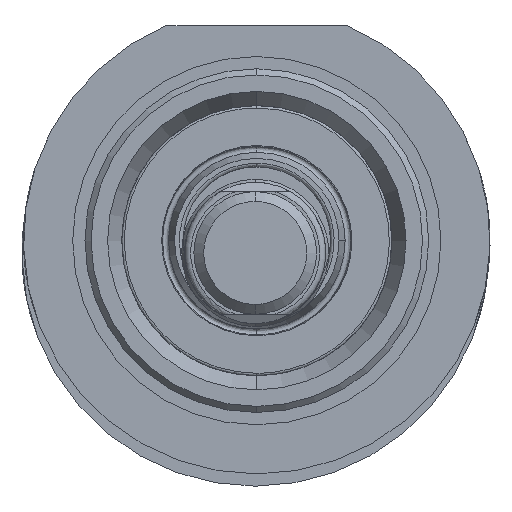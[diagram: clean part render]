
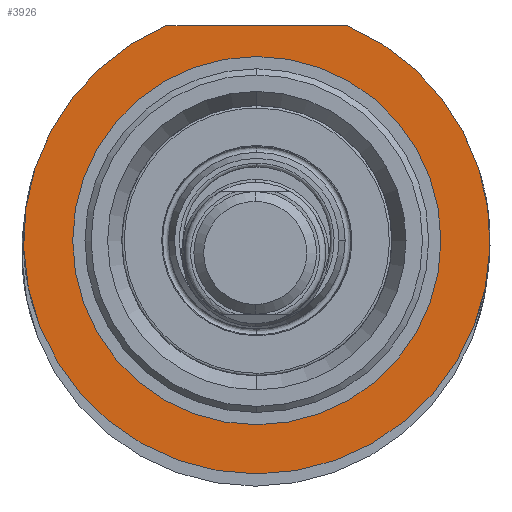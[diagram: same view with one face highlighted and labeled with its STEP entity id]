
A CAD part, front view. The second image highlights one B-rep face of the part: STEP entity #3926.
In plain terms, the highlighted planar face has unit normal (0, -1, 0).
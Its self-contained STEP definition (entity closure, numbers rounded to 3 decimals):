
#74 = DIRECTION ( 'NONE',  ( 0., -1., 0. ) ) ;
#85 = CARTESIAN_POINT ( 'NONE',  ( 0., -71.25, 0. ) ) ;
#320 = CARTESIAN_POINT ( 'NONE',  ( 0., -71.25, 0. ) ) ;
#440 = AXIS2_PLACEMENT_3D ( 'NONE', #4290, #4317, #5419 ) ;
#1511 = ORIENTED_EDGE ( 'NONE', *, *, #6749, .F. ) ;
#1579 = FACE_BOUND ( 'NONE', #2808, .T. ) ;
#2158 = AXIS2_PLACEMENT_3D ( 'NONE', #85, #3470, #4606 ) ;
#2316 = DIRECTION ( 'NONE',  ( 0., 1., 0. ) ) ;
#2349 = CIRCLE ( 'NONE', #2158, 15. ) ;
#2428 = EDGE_CURVE ( 'NONE', #4952, #4130, #2734, .T. ) ;
#2523 = ORIENTED_EDGE ( 'NONE', *, *, #5177, .F. ) ;
#2561 = ORIENTED_EDGE ( 'NONE', *, *, #2428, .T. ) ;
#2596 = ORIENTED_EDGE ( 'NONE', *, *, #3852, .F. ) ;
#2628 = AXIS2_PLACEMENT_3D ( 'NONE', #4546, #74, #2949 ) ;
#2676 = CARTESIAN_POINT ( 'NONE',  ( -7.399, -71.25, 17.5 ) ) ;
#2714 = LINE ( 'NONE', #6084, #4037 ) ;
#2732 = DIRECTION ( 'NONE',  ( 1., 0., 0. ) ) ;
#2734 = CIRCLE ( 'NONE', #6901, 15. ) ;
#2808 = EDGE_LOOP ( 'NONE', ( #2561, #3737 ) ) ;
#2949 = DIRECTION ( 'NONE',  ( 0., 0., -1. ) ) ;
#3256 = CIRCLE ( 'NONE', #440, 19. ) ;
#3386 = EDGE_CURVE ( 'NONE', #4130, #4952, #2349, .T. ) ;
#3470 = DIRECTION ( 'NONE',  ( 0., 1., 0. ) ) ;
#3482 = PLANE ( 'NONE',  #2628 ) ;
#3514 = CARTESIAN_POINT ( 'NONE',  ( 0., -71.25, -19. ) ) ;
#3574 = FACE_OUTER_BOUND ( 'NONE', #3743, .T. ) ;
#3611 = DIRECTION ( 'NONE',  ( 0., 1., 0. ) ) ;
#3688 = VERTEX_POINT ( 'NONE', #5987 ) ;
#3737 = ORIENTED_EDGE ( 'NONE', *, *, #3386, .T. ) ;
#3743 = EDGE_LOOP ( 'NONE', ( #2596, #1511, #2523 ) ) ;
#3852 = EDGE_CURVE ( 'NONE', #5757, #3688, #2714, .T. ) ;
#3926 = ADVANCED_FACE ( 'NONE', ( #1579, #3574 ), #3482, .T. ) ;
#4037 = VECTOR ( 'NONE', #2732, 1000. ) ;
#4112 = CARTESIAN_POINT ( 'NONE',  ( 0., -71.25, -15. ) ) ;
#4130 = VERTEX_POINT ( 'NONE', #4112 ) ;
#4290 = CARTESIAN_POINT ( 'NONE',  ( 0., -71.25, 0. ) ) ;
#4317 = DIRECTION ( 'NONE',  ( 0., 1., 0. ) ) ;
#4546 = CARTESIAN_POINT ( 'NONE',  ( 0., -71.25, 1.475 ) ) ;
#4553 = DIRECTION ( 'NONE',  ( 0., 0., 1. ) ) ;
#4606 = DIRECTION ( 'NONE',  ( 0., 0., 1. ) ) ;
#4952 = VERTEX_POINT ( 'NONE', #5021 ) ;
#5021 = CARTESIAN_POINT ( 'NONE',  ( 0., -71.25, 15. ) ) ;
#5177 = EDGE_CURVE ( 'NONE', #3688, #6676, #3256, .T. ) ;
#5419 = DIRECTION ( 'NONE',  ( 0., 0., -1. ) ) ;
#5757 = VERTEX_POINT ( 'NONE', #2676 ) ;
#5853 = AXIS2_PLACEMENT_3D ( 'NONE', #320, #3611, #6471 ) ;
#5987 = CARTESIAN_POINT ( 'NONE',  ( 7.399, -71.25, 17.5 ) ) ;
#6084 = CARTESIAN_POINT ( 'NONE',  ( -7.399, -71.25, 17.5 ) ) ;
#6471 = DIRECTION ( 'NONE',  ( 0., 0., -1. ) ) ;
#6676 = VERTEX_POINT ( 'NONE', #3514 ) ;
#6720 = CIRCLE ( 'NONE', #5853, 19. ) ;
#6749 = EDGE_CURVE ( 'NONE', #6676, #5757, #6720, .T. ) ;
#6901 = AXIS2_PLACEMENT_3D ( 'NONE', #7179, #2316, #4553 ) ;
#7179 = CARTESIAN_POINT ( 'NONE',  ( 0., -71.25, 0. ) ) ;
